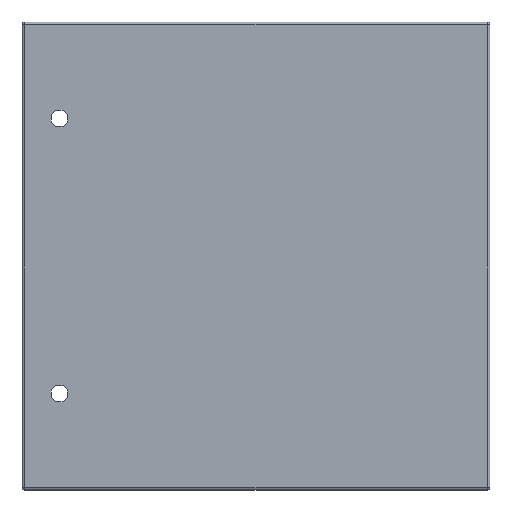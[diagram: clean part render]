
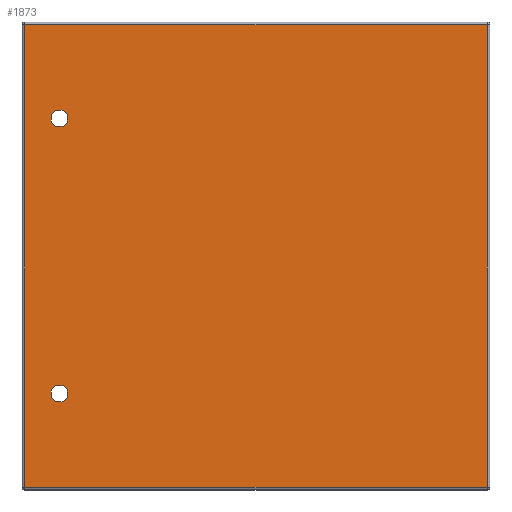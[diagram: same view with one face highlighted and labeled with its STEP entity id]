
A CAD part, top view. The second image highlights one B-rep face of the part: STEP entity #1873.
In plain terms, the highlighted planar face has unit normal (0, 0, 1).
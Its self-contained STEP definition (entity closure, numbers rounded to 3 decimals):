
#1207=PLANE('',#8471);
#1405=FACE_BOUND('',#2938,.T.);
#1406=FACE_BOUND('',#2939,.T.);
#1407=FACE_BOUND('',#2940,.T.);
#1873=ADVANCED_FACE('F71',(#1405,#1406,#1407),#1207,.T.);
#2938=EDGE_LOOP('',(#5310,#5311,#5312,#5313));
#2939=EDGE_LOOP('',(#5314,#5315,#5316,#5317,#5318,#5319,#5320,#5321));
#2940=EDGE_LOOP('',(#5322,#5323,#5324,#5325,#5326,#5327,#5328,#5329));
#3351=LINE('',#12231,#3799);
#3355=LINE('',#12243,#3803);
#3359=LINE('',#12255,#3807);
#3362=LINE('',#12264,#3810);
#3365=LINE('',#12275,#3813);
#3369=LINE('',#12287,#3817);
#3373=LINE('',#12299,#3821);
#3377=LINE('',#12311,#3825);
#3379=LINE('',#12328,#3827);
#3382=LINE('',#12340,#3830);
#3384=LINE('',#12349,#3832);
#3385=LINE('',#12351,#3833);
#3799=VECTOR('',#9933,1.);
#3803=VECTOR('',#9945,1.);
#3807=VECTOR('',#9957,1.);
#3810=VECTOR('',#9968,1.);
#3813=VECTOR('',#9979,1.);
#3817=VECTOR('',#9991,1.);
#3821=VECTOR('',#10003,1.);
#3825=VECTOR('',#10015,1.);
#3827=VECTOR('',#10035,1.);
#3830=VECTOR('',#10048,1.);
#3832=VECTOR('',#10060,1.);
#3833=VECTOR('',#10063,1.);
#5310=ORIENTED_EDGE('',*,*,#7301,.T.);
#5311=ORIENTED_EDGE('',*,*,#7300,.T.);
#5312=ORIENTED_EDGE('',*,*,#7295,.T.);
#5313=ORIENTED_EDGE('',*,*,#7289,.T.);
#5314=ORIENTED_EDGE('',*,*,#7281,.T.);
#5315=ORIENTED_EDGE('',*,*,#7278,.T.);
#5316=ORIENTED_EDGE('',*,*,#7275,.T.);
#5317=ORIENTED_EDGE('',*,*,#7272,.T.);
#5318=ORIENTED_EDGE('',*,*,#7269,.T.);
#5319=ORIENTED_EDGE('',*,*,#7266,.T.);
#5320=ORIENTED_EDGE('',*,*,#7263,.T.);
#5321=ORIENTED_EDGE('',*,*,#7260,.T.);
#5322=ORIENTED_EDGE('',*,*,#7258,.T.);
#5323=ORIENTED_EDGE('',*,*,#7238,.T.);
#5324=ORIENTED_EDGE('',*,*,#7241,.T.);
#5325=ORIENTED_EDGE('',*,*,#7244,.T.);
#5326=ORIENTED_EDGE('',*,*,#7247,.T.);
#5327=ORIENTED_EDGE('',*,*,#7250,.T.);
#5328=ORIENTED_EDGE('',*,*,#7253,.T.);
#5329=ORIENTED_EDGE('',*,*,#7256,.T.);
#6380=VERTEX_POINT('',#12220);
#6382=VERTEX_POINT('',#12224);
#6384=VERTEX_POINT('',#12230);
#6386=VERTEX_POINT('',#12236);
#6388=VERTEX_POINT('',#12242);
#6390=VERTEX_POINT('',#12248);
#6392=VERTEX_POINT('',#12254);
#6394=VERTEX_POINT('',#12260);
#6395=VERTEX_POINT('',#12267);
#6397=VERTEX_POINT('',#12270);
#6399=VERTEX_POINT('',#12276);
#6401=VERTEX_POINT('',#12282);
#6403=VERTEX_POINT('',#12288);
#6405=VERTEX_POINT('',#12294);
#6407=VERTEX_POINT('',#12300);
#6409=VERTEX_POINT('',#12306);
#6412=VERTEX_POINT('',#12316);
#6416=VERTEX_POINT('',#12325);
#6417=VERTEX_POINT('',#12329);
#6421=VERTEX_POINT('',#12341);
#7238=EDGE_CURVE('E153',#6380,#6382,#7818,.T.);
#7241=EDGE_CURVE('E150',#6382,#6384,#3351,.T.);
#7244=EDGE_CURVE('E147',#6384,#6386,#7820,.T.);
#7247=EDGE_CURVE('E144',#6386,#6388,#3355,.T.);
#7250=EDGE_CURVE('E141',#6388,#6390,#7822,.T.);
#7253=EDGE_CURVE('E138',#6390,#6392,#3359,.T.);
#7256=EDGE_CURVE('E134',#6392,#6394,#7824,.T.);
#7258=EDGE_CURVE('E156',#6394,#6380,#3362,.T.);
#7260=EDGE_CURVE('E169',#6397,#6395,#7825,.T.);
#7263=EDGE_CURVE('E168',#6399,#6397,#3365,.T.);
#7266=EDGE_CURVE('E167',#6401,#6399,#7827,.T.);
#7269=EDGE_CURVE('E166',#6403,#6401,#3369,.T.);
#7272=EDGE_CURVE('E165',#6405,#6403,#7829,.T.);
#7275=EDGE_CURVE('E164',#6407,#6405,#3373,.T.);
#7278=EDGE_CURVE('E163',#6409,#6407,#7831,.T.);
#7281=EDGE_CURVE('E162',#6395,#6409,#3377,.T.);
#7289=EDGE_CURVE('E161',#6417,#6416,#3379,.T.);
#7295=EDGE_CURVE('E160',#6421,#6417,#3382,.T.);
#7300=EDGE_CURVE('E159',#6412,#6421,#3384,.T.);
#7301=EDGE_CURVE('E158',#6416,#6412,#3385,.T.);
#7818=CIRCLE('',#8421,11.25);
#7820=CIRCLE('',#8425,11.25);
#7822=CIRCLE('',#8429,11.25);
#7824=CIRCLE('',#8433,11.25);
#7825=CIRCLE('',#8436,11.25);
#7827=CIRCLE('',#8440,11.25);
#7829=CIRCLE('',#8444,11.25);
#7831=CIRCLE('',#8448,11.25);
#8421=AXIS2_PLACEMENT_3D('',#12225,#9927,#9928);
#8425=AXIS2_PLACEMENT_3D('',#12237,#9939,#9940);
#8429=AXIS2_PLACEMENT_3D('',#12249,#9951,#9952);
#8433=AXIS2_PLACEMENT_3D('',#12261,#9963,#9964);
#8436=AXIS2_PLACEMENT_3D('',#12269,#9972,#9973);
#8440=AXIS2_PLACEMENT_3D('',#12281,#9984,#9985);
#8444=AXIS2_PLACEMENT_3D('',#12293,#9996,#9997);
#8448=AXIS2_PLACEMENT_3D('',#12305,#10008,#10009);
#8471=AXIS2_PLACEMENT_3D('',#12352,#10064,#10065);
#9927=DIRECTION('',(0.,0.,-1.));
#9928=DIRECTION('',(0.,1.,0.));
#9933=DIRECTION('',(1.,0.,0.));
#9939=DIRECTION('',(0.,0.,-1.));
#9940=DIRECTION('',(-1.,0.,0.));
#9945=DIRECTION('',(0.,-1.,0.));
#9951=DIRECTION('',(0.,0.,-1.));
#9952=DIRECTION('',(0.,1.,0.));
#9957=DIRECTION('',(-1.,0.,0.));
#9963=DIRECTION('',(0.,0.,-1.));
#9964=DIRECTION('',(-1.,0.,0.));
#9968=DIRECTION('',(0.,1.,0.));
#9972=DIRECTION('',(0.,0.,-1.));
#9973=DIRECTION('',(-1.,0.,0.));
#9979=DIRECTION('',(-1.,0.,0.));
#9984=DIRECTION('',(0.,0.,-1.));
#9985=DIRECTION('',(0.,1.,0.));
#9991=DIRECTION('',(0.,-1.,0.));
#9996=DIRECTION('',(0.,0.,-1.));
#9997=DIRECTION('',(-1.,0.,0.));
#10003=DIRECTION('',(1.,0.,0.));
#10008=DIRECTION('',(0.,0.,-1.));
#10009=DIRECTION('',(-1.,0.,0.));
#10015=DIRECTION('',(0.,1.,0.));
#10035=DIRECTION('',(-1.,0.,0.));
#10048=DIRECTION('',(0.,1.,0.));
#10060=DIRECTION('',(1.,0.,0.));
#10063=DIRECTION('',(0.,-1.,0.));
#10064=DIRECTION('',(0.,0.,1.));
#10065=DIRECTION('',(0.,-1.,0.));
#12220=CARTESIAN_POINT('',(-1057.296,105.445,247.441));
#12224=CARTESIAN_POINT('',(-1051.841,110.899,247.441));
#12225=CARTESIAN_POINT('',(-1047.096,100.699,247.441));
#12230=CARTESIAN_POINT('',(-1042.35,110.899,247.441));
#12231=CARTESIAN_POINT('',(-1047.096,110.899,247.441));
#12236=CARTESIAN_POINT('',(-1036.896,105.445,247.441));
#12237=CARTESIAN_POINT('',(-1047.096,100.699,247.441));
#12242=CARTESIAN_POINT('',(-1036.896,95.953,247.441));
#12243=CARTESIAN_POINT('',(-1036.896,100.699,247.441));
#12248=CARTESIAN_POINT('',(-1042.35,90.499,247.441));
#12249=CARTESIAN_POINT('',(-1047.096,100.699,247.441));
#12254=CARTESIAN_POINT('',(-1051.841,90.499,247.441));
#12255=CARTESIAN_POINT('',(-1047.096,90.499,247.441));
#12260=CARTESIAN_POINT('',(-1057.296,95.953,247.441));
#12261=CARTESIAN_POINT('',(-1047.096,100.699,247.441));
#12264=CARTESIAN_POINT('',(-1057.296,100.699,247.441));
#12267=CARTESIAN_POINT('',(-1057.296,-254.047,247.441));
#12269=CARTESIAN_POINT('',(-1047.096,-249.301,247.441));
#12270=CARTESIAN_POINT('',(-1051.841,-259.501,247.441));
#12275=CARTESIAN_POINT('',(-1047.096,-259.501,247.441));
#12276=CARTESIAN_POINT('',(-1042.35,-259.501,247.441));
#12281=CARTESIAN_POINT('',(-1047.096,-249.301,247.441));
#12282=CARTESIAN_POINT('',(-1036.896,-254.047,247.441));
#12287=CARTESIAN_POINT('',(-1036.896,-249.301,247.441));
#12288=CARTESIAN_POINT('',(-1036.896,-244.555,247.441));
#12293=CARTESIAN_POINT('',(-1047.096,-249.301,247.441));
#12294=CARTESIAN_POINT('',(-1042.35,-239.101,247.441));
#12299=CARTESIAN_POINT('',(-1047.096,-239.101,247.441));
#12300=CARTESIAN_POINT('',(-1051.841,-239.101,247.441));
#12305=CARTESIAN_POINT('',(-1047.096,-249.301,247.441));
#12306=CARTESIAN_POINT('',(-1057.296,-244.555,247.441));
#12311=CARTESIAN_POINT('',(-1057.296,-249.301,247.441));
#12316=CARTESIAN_POINT('',(-1091.096,-368.301,247.441));
#12325=CARTESIAN_POINT('',(-1091.096,219.699,247.441));
#12328=CARTESIAN_POINT('',(-797.096,219.699,247.441));
#12329=CARTESIAN_POINT('',(-503.096,219.699,247.441));
#12340=CARTESIAN_POINT('',(-503.096,-74.301,247.441));
#12341=CARTESIAN_POINT('',(-503.096,-368.301,247.441));
#12349=CARTESIAN_POINT('',(-797.096,-368.301,247.441));
#12351=CARTESIAN_POINT('',(-1091.096,-74.301,247.441));
#12352=CARTESIAN_POINT('',(-469.846,-401.551,247.441));
